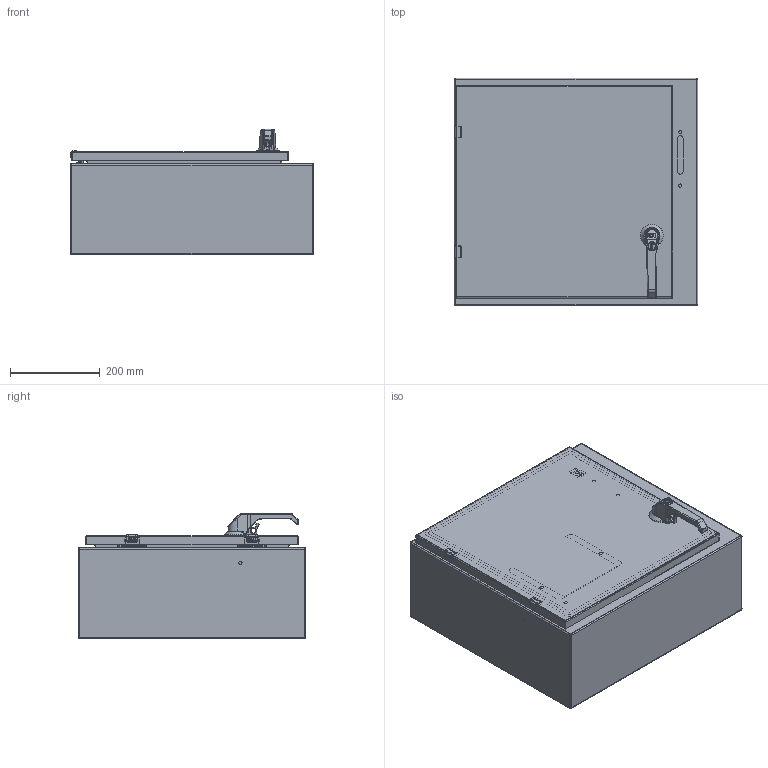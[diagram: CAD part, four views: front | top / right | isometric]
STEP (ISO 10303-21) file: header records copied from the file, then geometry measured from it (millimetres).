
FILE_DESCRIPTION (( 'STEP AP214' ), '1' );
FILE_NAME ('SCE-20XEL2108LP.STEP', '2023-04-04T18:33:05', ( '' ), ( '' ), 'SwSTEP 2.0', 'SolidWorks 2021', '' );
FILE_SCHEMA (( 'AUTOMOTIVE_DESIGN' ));
Length unit declared in the file: inch
Products named in the file (1): SCE-20XEL2108LP
Bounding box: 542.93 x 508 x 280.33 mm (x, y, z)
Volume: 3104003.7 mm3; surface area: 2815040.1 mm2
Topology: 55 solids, 55 shells, 3180 faces, 8035 edges, 4986 vertices
Faces by surface type: plane 1287, cylinder 953, bspline 408, torus 302, cone 116, sphere 114
Full cylindrical faces by diameter (mm): 7.137 x2, 11.112 x4
Entity records: 129433 total; most frequent: CARTESIAN_POINT 55770, ORIENTED_EDGE 15930, DIRECTION 14263, EDGE_CURVE 7965, AXIS2_PLACEMENT_3D 5216, VERTEX_POINT 4979, LINE 3831, VECTOR 3831
